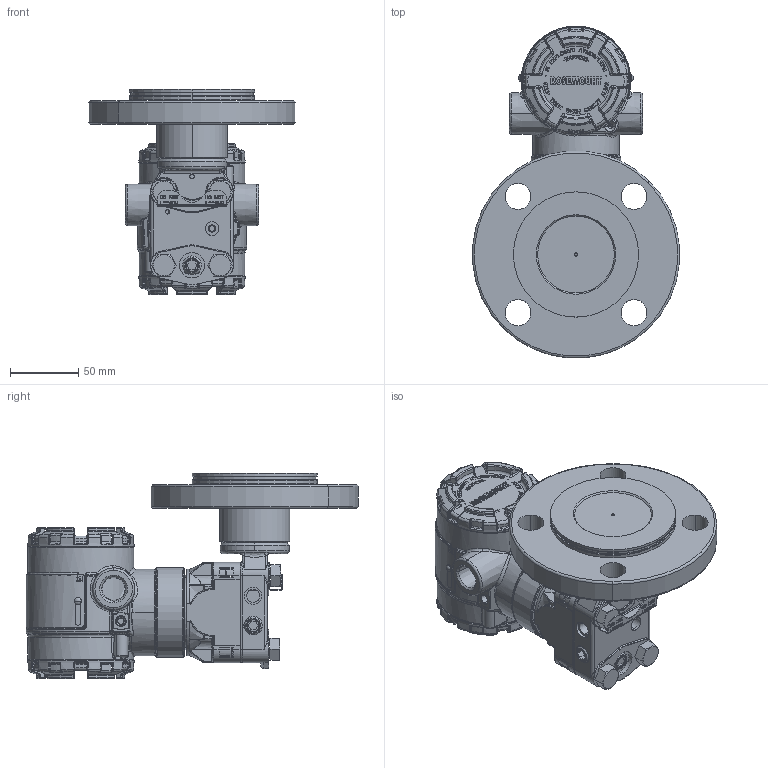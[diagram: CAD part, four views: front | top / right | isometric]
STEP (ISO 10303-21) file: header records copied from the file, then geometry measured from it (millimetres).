
FILE_DESCRIPTION((''),'2;1');
FILE_NAME('2051L-3D_SW0001','2013-05-09T',('johnarm'),('Rosemount Measurement Division'),'PRO/ENGINEER BY PARAMETRIC TECHNOLOGY CORPORATION, 2010180','PRO/ENGINEER BY PARAMETRIC TECHNOLOGY CORPORATION, 2010180','');
FILE_SCHEMA(('CONFIG_CONTROL_DESIGN'));
Products named in the file (1): 2051L-3D_SW0001
Bounding box: 151.82 x 243.87 x 150.62 mm (x, y, z)
Surface area: 177655.8 mm2 (no closed solid volume)
Topology: 0 solids, 87 shells, 1739 faces, 8310 edges, 6477 vertices
Faces by surface type: bspline 494, plane 430, cylinder 408, torus 237, cone 114, sphere 55, extrusion 1
Entity records: 106909 total; most frequent: CARTESIAN_POINT 46814, ORIENTED_EDGE 11777, DIRECTION 10528, EDGE_CURVE 8258, VERTEX_POINT 6477, VECTOR 5082, LINE 5081, AXIS2_PLACEMENT_3D 2723
